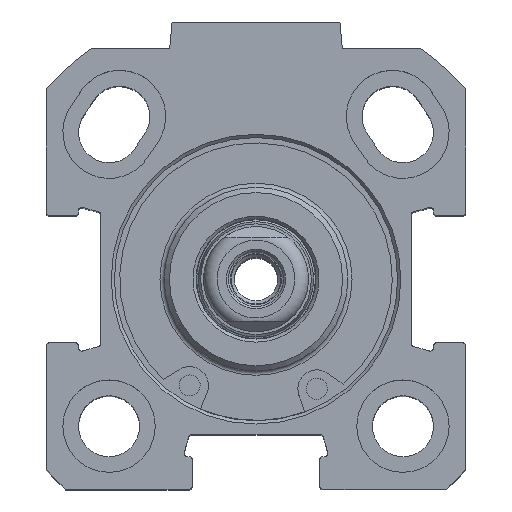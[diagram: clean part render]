
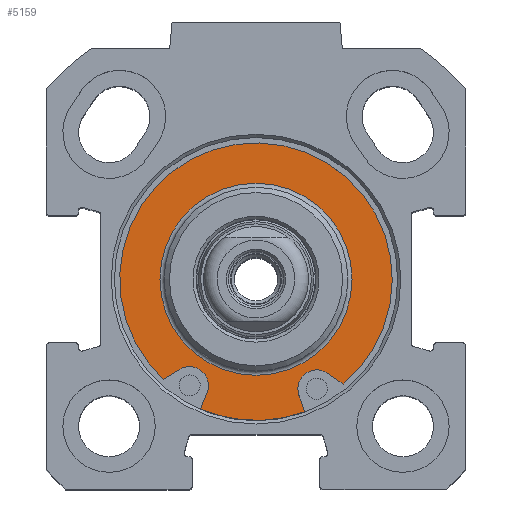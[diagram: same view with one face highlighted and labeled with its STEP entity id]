
A CAD part, top view. The second image highlights one B-rep face of the part: STEP entity #5159.
In plain terms, the highlighted planar face has unit normal (0, 0, 1).
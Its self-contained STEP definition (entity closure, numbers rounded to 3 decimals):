
#4755=CARTESIAN_POINT('',(4.647,-12.622,55.4));
#4756=VERTEX_POINT('',#4755);
#4757=CARTESIAN_POINT('',(-5.294,-12.364,55.4));
#4758=VERTEX_POINT('',#4757);
#4853=CARTESIAN_POINT('',(-7.272,-8.593,55.4));
#4854=VERTEX_POINT('',#4853);
#4855=CARTESIAN_POINT('',(-4.657,-10.803,55.4));
#4856=VERTEX_POINT('',#4855);
#4857=CARTESIAN_POINT('',(-6.324,-10.123,55.4));
#4858=DIRECTION('',(0.0,0.0,-1.0));
#4859=DIRECTION('',(0.527,-0.85,0.0));
#4860=AXIS2_PLACEMENT_3D('',#4857,#4858,#4859);
#4861=CIRCLE('',#4860,1.8);
#4862=EDGE_CURVE('',#4854,#4856,#4861,.T.);
#4895=CARTESIAN_POINT('',(-8.804,-9.543,55.4));
#4896=VERTEX_POINT('',#4895);
#4897=CARTESIAN_POINT('',(-8.804,-9.543,55.4));
#4898=DIRECTION('',(0.85,0.527,0.0));
#4899=VECTOR('',#4898,1.802);
#4900=LINE('',#4897,#4899);
#4901=EDGE_CURVE('',#4896,#4854,#4900,.T.);
#4926=CARTESIAN_POINT('',(8.298,-9.986,55.4));
#4927=VERTEX_POINT('',#4926);
#4928=CARTESIAN_POINT('',(0.,0.,55.4));
#4929=DIRECTION('',(0.0,0.0,1.0));
#4930=DIRECTION('',(-0.678,-0.735,0.0));
#4931=AXIS2_PLACEMENT_3D('',#4928,#4929,#4930);
#4932=CIRCLE('',#4931,12.983);
#4933=EDGE_CURVE('',#4927,#4896,#4932,.T.);
#4959=CARTESIAN_POINT('',(6.817,-8.958,55.4));
#4960=VERTEX_POINT('',#4959);
#4961=CARTESIAN_POINT('',(6.817,-8.958,55.4));
#4962=DIRECTION('',(0.821,-0.57,0.0));
#4963=VECTOR('',#4962,1.802);
#4964=LINE('',#4961,#4963);
#4965=EDGE_CURVE('',#4960,#4927,#4964,.T.);
#4990=CARTESIAN_POINT('',(4.091,-11.03,55.4));
#4991=VERTEX_POINT('',#4990);
#4992=CARTESIAN_POINT('',(5.791,-10.437,55.4));
#4993=DIRECTION('',(0.0,0.0,-1.0));
#4994=DIRECTION('',(0.944,0.329,0.0));
#4995=AXIS2_PLACEMENT_3D('',#4992,#4993,#4994);
#4996=CIRCLE('',#4995,1.8);
#4997=EDGE_CURVE('',#4991,#4960,#4996,.T.);
#5023=CARTESIAN_POINT('',(4.647,-12.622,55.4));
#5024=DIRECTION('',(-0.329,0.944,0.0));
#5025=VECTOR('',#5024,1.686);
#5026=LINE('',#5023,#5025);
#5027=EDGE_CURVE('',#4756,#4991,#5026,.T.);
#5079=CARTESIAN_POINT('',(-4.657,-10.803,55.4));
#5080=DIRECTION('',(-0.378,-0.926,0.0));
#5081=VECTOR('',#5080,1.686);
#5082=LINE('',#5079,#5081);
#5083=EDGE_CURVE('',#4856,#4758,#5082,.T.);
#5127=CARTESIAN_POINT('',(0.,11.3,55.4));
#5128=DIRECTION('',(0.0,0.0,1.0));
#5129=DIRECTION('',(1.0,0.0,0.0));
#5130=AXIS2_PLACEMENT_3D('',#5127,#5128,#5129);
#5131=PLANE('',#5130);
#5132=ORIENTED_EDGE('',*,*,#5027,.T.);
#5133=ORIENTED_EDGE('',*,*,#4997,.T.);
#5134=ORIENTED_EDGE('',*,*,#4965,.T.);
#5135=ORIENTED_EDGE('',*,*,#4933,.T.);
#5136=ORIENTED_EDGE('',*,*,#4901,.T.);
#5137=ORIENTED_EDGE('',*,*,#4862,.T.);
#5138=ORIENTED_EDGE('',*,*,#5083,.T.);
#5139=CARTESIAN_POINT('',(0.,0.,55.4));
#5140=DIRECTION('',(0.0,0.0,1.0));
#5141=DIRECTION('',(0.0,1.0,0.0));
#5142=AXIS2_PLACEMENT_3D('',#5139,#5140,#5141);
#5143=CIRCLE('',#5142,13.45);
#5144=EDGE_CURVE('',#4758,#4756,#5143,.T.);
#5145=ORIENTED_EDGE('',*,*,#5144,.T.);
#5146=EDGE_LOOP('',(#5132,#5133,#5134,#5135,#5136,#5137,#5138,#5145));
#5147=FACE_OUTER_BOUND('',#5146,.T.);
#5148=CARTESIAN_POINT('',(0.,9.15,55.4));
#5149=VERTEX_POINT('',#5148);
#5150=CARTESIAN_POINT('',(0.,0.,55.4));
#5151=DIRECTION('',(0.0,0.0,1.0));
#5152=DIRECTION('',(0.0,1.0,0.0));
#5153=AXIS2_PLACEMENT_3D('',#5150,#5151,#5152);
#5154=CIRCLE('',#5153,9.15);
#5155=EDGE_CURVE('',#5149,#5149,#5154,.T.);
#5156=ORIENTED_EDGE('',*,*,#5155,.F.);
#5157=EDGE_LOOP('',(#5156));
#5158=FACE_BOUND('',#5157,.T.);
#5159=ADVANCED_FACE('',(#5147,#5158),#5131,.T.);
